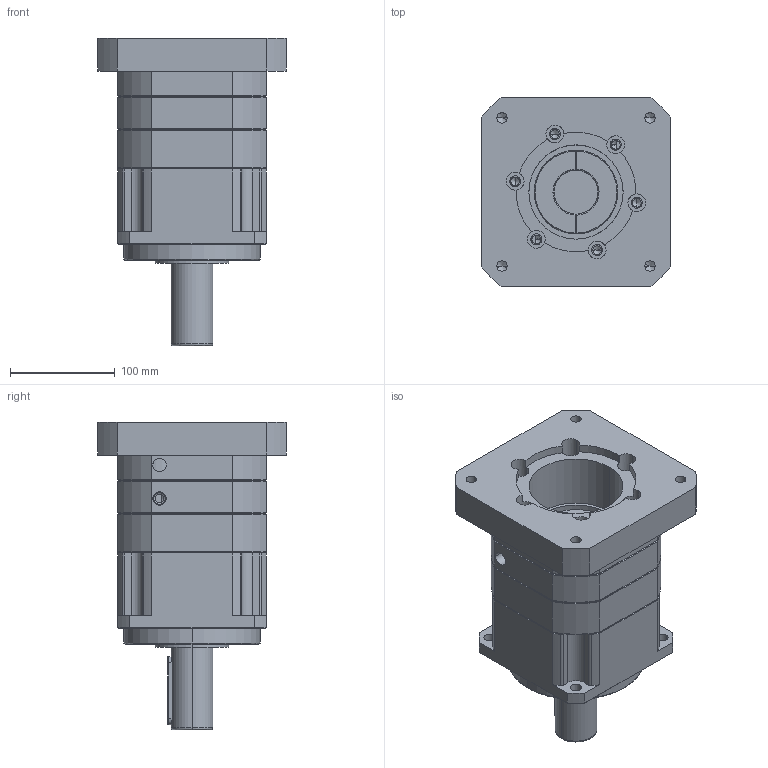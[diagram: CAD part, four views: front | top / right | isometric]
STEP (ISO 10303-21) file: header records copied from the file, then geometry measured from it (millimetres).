
FILE_DESCRIPTION (( 'STEP AP214' ), '1' );
FILE_NAME ('SB142-L1-42-114.3-200M12¼Óµæ°å.STEP', '2021-12-18T05:55:13', ( 'admin' ), ( '' ), 'SwSTEP 2.0', 'SolidWorks 2013', '' );
FILE_SCHEMA (( 'AUTOMOTIVE_DESIGN' ));
Length unit declared in the file: millimetre
Products named in the file (5): SB142_X2_8F9351FA7AEF_X0_; SB142-L1-42-114.3-200M12樓菜啣; SB142_X2_57AB677F_X0_; SB142_X2_58F34F537AEF_X0_-42; 142_X2_8F9351656CD55170_X0_114.3-200M12
Assembly tree (4 placements, depth 2):
  SB142-L1-42-114.3-200M12樓菜啣
    SB142_X2_8F9351FA7AEF_X0_
    142_X2_8F9351656CD55170_X0_114.3-200M12
    SB142_X2_58F34F537AEF_X0_-42
    SB142_X2_57AB677F_X0_
Bounding box: 180 x 180 x 294 mm (x, y, z)
Volume: 4199753.8 mm3; surface area: 433763 mm2
Topology: 5 solids, 5 shells, 487 faces, 1241 edges, 772 vertices
Faces by surface type: cylinder 211, plane 165, cone 100, bspline 11
Entity records: 21750 total; most frequent: CARTESIAN_POINT 4346, DIRECTION 2559, ORIENTED_EDGE 2422, EDGE_CURVE 1211, AXIS2_PLACEMENT_3D 1009, VERTEX_POINT 772, EDGE_LOOP 585, LINE 541
